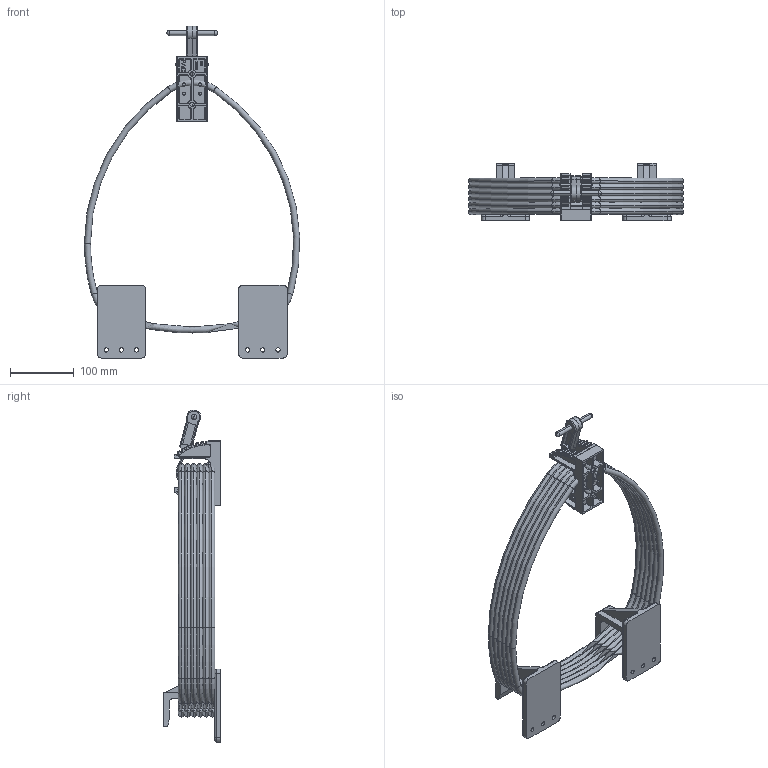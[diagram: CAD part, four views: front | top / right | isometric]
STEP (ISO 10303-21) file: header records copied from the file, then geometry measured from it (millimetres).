
FILE_DESCRIPTION (( 'STEP AP203' ), '1' );
FILE_NAME ('K5019.STEP', '2010-10-19T18:25:57', ( 'PAC' ), ( 'Microsoft' ), 'SwSTEP 2.0', 'SolidWorks 2010', '' );
FILE_SCHEMA (( 'CONFIG_CONTROL_DESIGN' ));
Length unit declared in the file: inch
Products named in the file (8): K5019; 1004_In use; 1004 BASE; 1004  PIVOT PIN; 1004  PAD; 1004 STRAP (BLACK) - in use; 1019; cord
Assembly tree (13 placements, depth 3):
  K5019
    cord  x6
    1004_In use
      1004 STRAP (BLACK) - in use
      1004  PIVOT PIN
      1004 BASE
      1004  PAD
    1019  x2
Bounding box: 338 x 90.55 x 521.46 mm (x, y, z)
Volume: 860350.8 mm3; surface area: 338438.9 mm2
Topology: 15 solids, 15 shells, 1052 faces, 2554 edges, 1565 vertices
Faces by surface type: cylinder 406, plane 306, torus 260, bspline 60, cone 12, sphere 8
Entity records: 34560 total; most frequent: CARTESIAN_POINT 11511, DIRECTION 4806, ORIENTED_EDGE 4510, EDGE_CURVE 2255, AXIS2_PLACEMENT_3D 1854, VERTEX_POINT 1399, VECTOR 1098, LINE 1098
